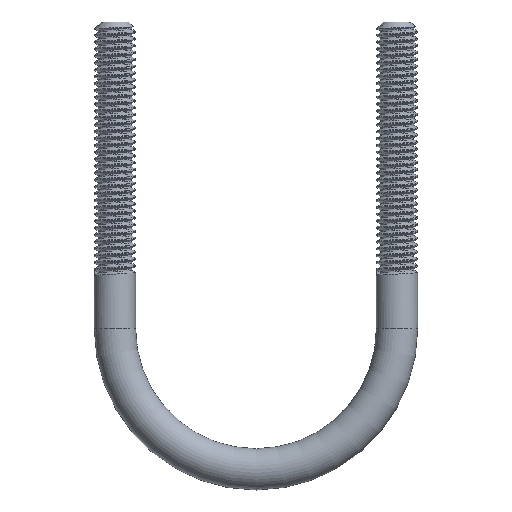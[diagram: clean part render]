
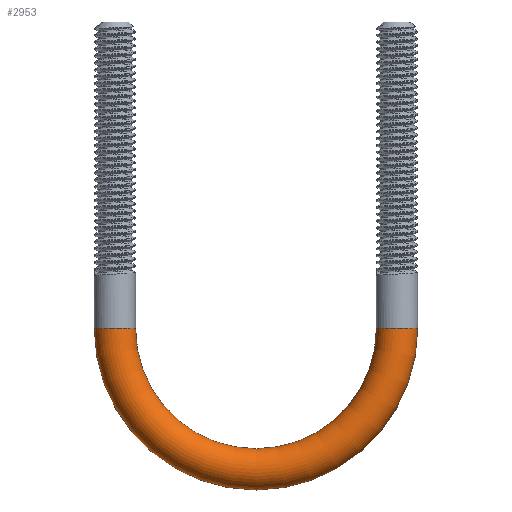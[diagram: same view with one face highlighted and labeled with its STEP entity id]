
A CAD part, front view. The second image highlights one B-rep face of the part: STEP entity #2953.
In plain terms, the highlighted toroidal (fillet/blend) face has major radius 20.5 mm and minor radius 3 mm.
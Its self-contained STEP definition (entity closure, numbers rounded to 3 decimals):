
#154 = VERTEX_POINT ( 'NONE', #10366 ) ;
#559 = CARTESIAN_POINT ( 'NONE',  ( -19.5, 0., -116.142 ) ) ;
#714 = DIRECTION ( 'NONE',  ( 0., 1., 0. ) ) ;
#1221 = CARTESIAN_POINT ( 'NONE',  ( 4., 0., -116.142 ) ) ;
#1295 = CIRCLE ( 'NONE', #1580, 3. ) ;
#1580 = AXIS2_PLACEMENT_3D ( 'NONE', #6799, #6881, #5549 ) ;
#2587 = EDGE_CURVE ( 'NONE', #8604, #7990, #1295, .T. ) ;
#2953 = ADVANCED_FACE ( 'NONE', ( #16327 ), #13031, .T. ) ;
#3982 = DIRECTION ( 'NONE',  ( 0., 0., -1. ) ) ;
#4700 = DIRECTION ( 'NONE',  ( 0., 0., 1. ) ) ;
#5009 = AXIS2_PLACEMENT_3D ( 'NONE', #14813, #714, #4700 ) ;
#5047 = CIRCLE ( 'NONE', #16276, 3. ) ;
#5253 = EDGE_CURVE ( 'NONE', #8604, #154, #12508, .T. ) ;
#5549 = DIRECTION ( 'NONE',  ( 1., 0., 0. ) ) ;
#5765 = CARTESIAN_POINT ( 'NONE',  ( 27.5, 0., -116.142 ) ) ;
#6389 = CARTESIAN_POINT ( 'NONE',  ( 4., 0., -116.142 ) ) ;
#6799 = CARTESIAN_POINT ( 'NONE',  ( 24.5, 0., -116.142 ) ) ;
#6881 = DIRECTION ( 'NONE',  ( 0., 0., 1. ) ) ;
#7420 = AXIS2_PLACEMENT_3D ( 'NONE', #1221, #9978, #13839 ) ;
#7990 = VERTEX_POINT ( 'NONE', #5765 ) ;
#8041 = DIRECTION ( 'NONE',  ( 0., 0., 1. ) ) ;
#8421 = AXIS2_PLACEMENT_3D ( 'NONE', #6389, #14418, #8041 ) ;
#8604 = VERTEX_POINT ( 'NONE', #14815 ) ;
#8715 = ORIENTED_EDGE ( 'NONE', *, *, #5253, .T. ) ;
#9424 = EDGE_CURVE ( 'NONE', #154, #11208, #5047, .T. ) ;
#9978 = DIRECTION ( 'NONE',  ( 0., 1., 0. ) ) ;
#10312 = CARTESIAN_POINT ( 'NONE',  ( -16.5, 0., -116.142 ) ) ;
#10327 = ORIENTED_EDGE ( 'NONE', *, *, #9424, .T. ) ;
#10366 = CARTESIAN_POINT ( 'NONE',  ( -13.5, 0., -116.142 ) ) ;
#11208 = VERTEX_POINT ( 'NONE', #559 ) ;
#12508 = CIRCLE ( 'NONE', #7420, 17.5 ) ;
#13031 = TOROIDAL_SURFACE ( 'NONE', #5009, 20.5, 3. ) ;
#13259 = CIRCLE ( 'NONE', #8421, 23.5 ) ;
#13839 = DIRECTION ( 'NONE',  ( 0., 0., 1. ) ) ;
#14028 = EDGE_LOOP ( 'NONE', ( #15503, #14464, #8715, #10327 ) ) ;
#14418 = DIRECTION ( 'NONE',  ( 0., 1., 0. ) ) ;
#14456 = EDGE_CURVE ( 'NONE', #7990, #11208, #13259, .T. ) ;
#14464 = ORIENTED_EDGE ( 'NONE', *, *, #2587, .F. ) ;
#14813 = CARTESIAN_POINT ( 'NONE',  ( 4., 0., -116.142 ) ) ;
#14815 = CARTESIAN_POINT ( 'NONE',  ( 21.5, 0., -116.142 ) ) ;
#15503 = ORIENTED_EDGE ( 'NONE', *, *, #14456, .F. ) ;
#16162 = DIRECTION ( 'NONE',  ( -1., 0., 0. ) ) ;
#16276 = AXIS2_PLACEMENT_3D ( 'NONE', #10312, #3982, #16162 ) ;
#16327 = FACE_OUTER_BOUND ( 'NONE', #14028, .T. ) ;
